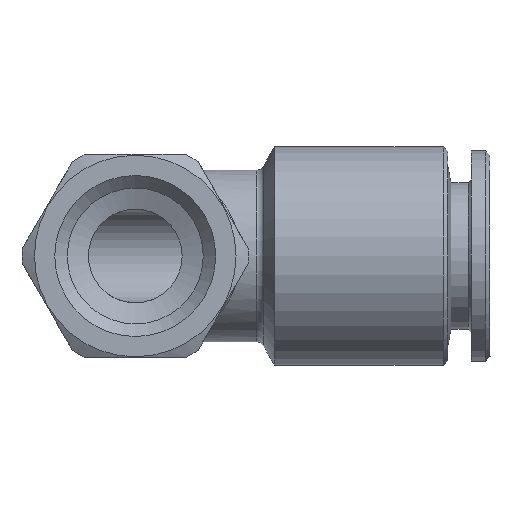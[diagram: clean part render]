
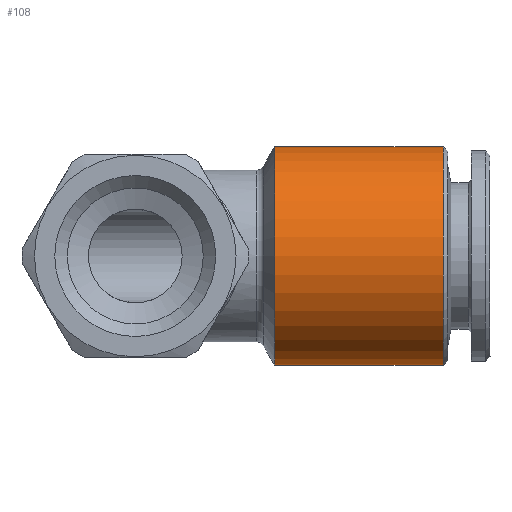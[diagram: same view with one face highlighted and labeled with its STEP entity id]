
A CAD part, front view. The second image highlights one B-rep face of the part: STEP entity #108.
In plain terms, the highlighted cylindrical face has radius 7 mm (diameter 14 mm), a full revolution.
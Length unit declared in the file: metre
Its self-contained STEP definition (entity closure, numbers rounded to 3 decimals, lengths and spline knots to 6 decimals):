
#108 = ADVANCED_FACE( 'NONE', ( #251, #252 ), #253, .T. );
#251 = FACE_OUTER_BOUND( '', #585, .T. );
#252 = FACE_OUTER_BOUND( '', #586, .T. );
#253 = CYLINDRICAL_SURFACE( '', #587, 0.007 );
#585 = EDGE_LOOP( '', ( #1011 ) );
#586 = EDGE_LOOP( '', ( #1012 ) );
#587 = AXIS2_PLACEMENT_3D( '', #1013, #1014, #1015 );
#1011 = ORIENTED_EDGE( '', *, *, #1326, .T. );
#1012 = ORIENTED_EDGE( '', *, *, #1327, .T. );
#1013 = CARTESIAN_POINT( '', ( 0., 0., 0. ) );
#1014 = DIRECTION( '', ( 1., 0., 0. ) );
#1015 = DIRECTION( '', ( 0., 0., 1. ) );
#1326 = EDGE_CURVE( 'NONE', #1515, #1515, #1516, .T. );
#1327 = EDGE_CURVE( 'NONE', #1517, #1517, #1518, .T. );
#1515 = VERTEX_POINT( '', #1862 );
#1516 = CIRCLE( '', #1863, 0.007 );
#1517 = VERTEX_POINT( '', #1864 );
#1518 = CIRCLE( '', #1865, 0.007 );
#1862 = CARTESIAN_POINT( '', ( 0.008923, 0., -0.007 ) );
#1863 = AXIS2_PLACEMENT_3D( '', #2240, #2241, #2242 );
#1864 = CARTESIAN_POINT( '', ( 0.0197, 0., 0.007 ) );
#1865 = AXIS2_PLACEMENT_3D( '', #2243, #2244, #2245 );
#2240 = CARTESIAN_POINT( '', ( 0.008923, 0., 0. ) );
#2241 = DIRECTION( '', ( 1., 0., 0. ) );
#2242 = DIRECTION( '', ( 0., 0., -1. ) );
#2243 = CARTESIAN_POINT( '', ( 0.0197, 0., 0. ) );
#2244 = DIRECTION( '', ( -1., 0., 0. ) );
#2245 = DIRECTION( '', ( 0., 0., 1. ) );
